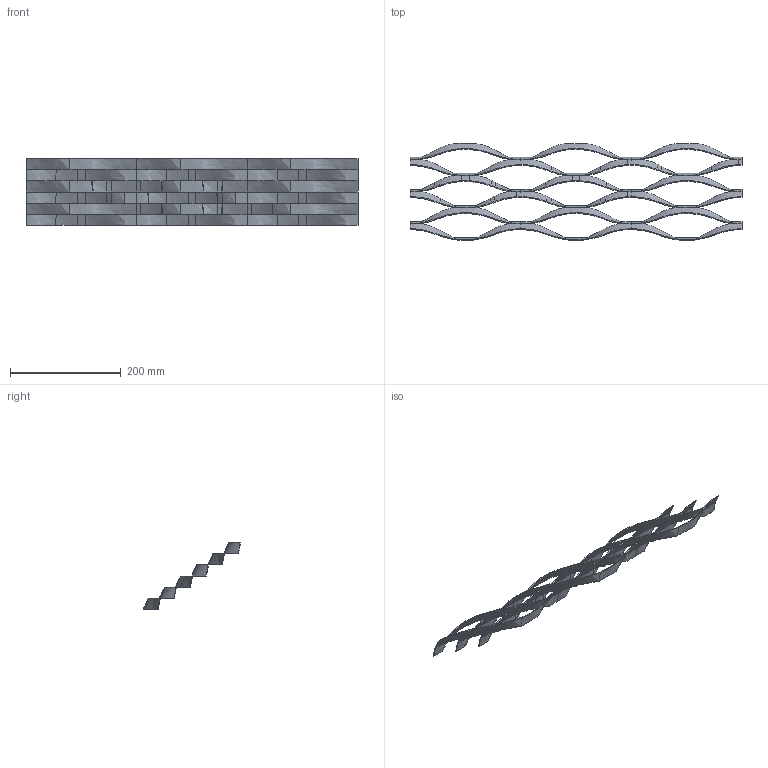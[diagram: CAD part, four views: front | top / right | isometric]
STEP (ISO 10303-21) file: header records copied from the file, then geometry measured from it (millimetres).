
FILE_DESCRIPTION(/* description */ (''),/* implementation_level */ '2;1');
FILE_NAME(/* name */ 'TK200x70x20x1,5Idea.stp',/* time_stamp */ '2018-12-17T08:23:15+01:00',/* author */ ('libor.vojtek'),/* organization */ ('Technotron Metal s.r.o.'),/* preprocessor_version */ 'ST-DEVELOPER v17.2',/* originating_system */ 'Autodesk Inventor 2019',/* authorisation */ '');
FILE_SCHEMA (('AUTOMOTIVE_DESIGN { 1 0 10303 214 3 1 1 }'));
Length unit declared in the file: millimetre
Products named in the file (1): TK200x70x20x1,5Idea
Bounding box: 600 x 175.65 x 120 mm (x, y, z)
Volume: 133021.5 mm3; surface area: 171431.6 mm2
Topology: 1 solids, 1 shells, 223 faces, 683 edges, 436 vertices
Faces by surface type: bspline 175, plane 48
Entity records: 14716 total; most frequent: CARTESIAN_POINT 10099, ORIENTED_EDGE 1342, EDGE_CURVE 671, B_SPLINE_CURVE_WITH_KNOTS 451, VERTEX_POINT 430, DIRECTION 327, FACE_OUTER_BOUND 217, EDGE_LOOP 217
